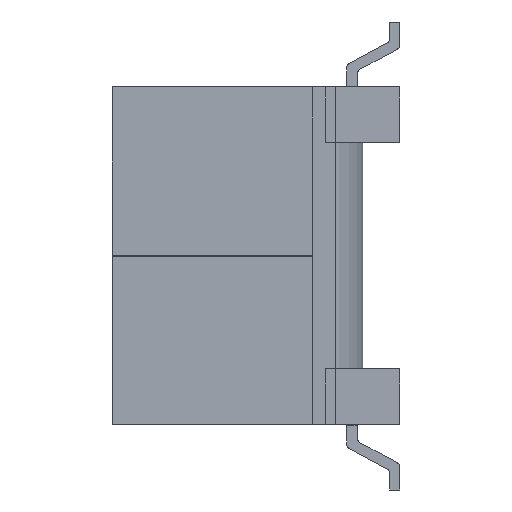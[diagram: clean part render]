
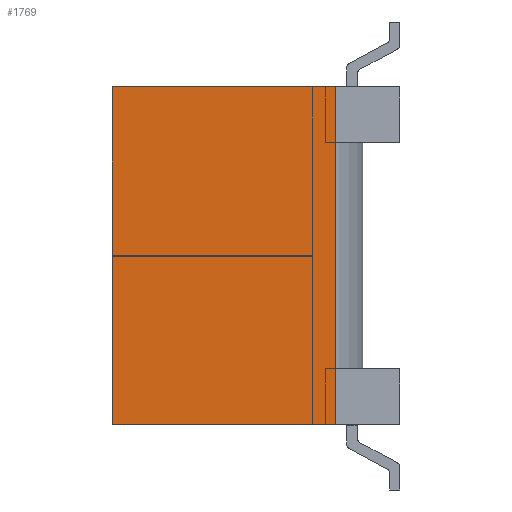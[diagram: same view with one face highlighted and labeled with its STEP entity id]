
A CAD part, left-side view. The second image highlights one B-rep face of the part: STEP entity #1769.
In plain terms, the highlighted planar face has unit normal (-1, 0, 0).
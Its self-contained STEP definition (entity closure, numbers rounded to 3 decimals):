
#285 = DIRECTION ( 'NONE',  ( 0., 1., 0. ) ) ;
#374 = ORIENTED_EDGE ( 'NONE', *, *, #10469, .T. ) ;
#443 = CARTESIAN_POINT ( 'NONE',  ( -0.001, 2.9, 0.001 ) ) ;
#962 = ORIENTED_EDGE ( 'NONE', *, *, #2891, .F. ) ;
#1141 = CARTESIAN_POINT ( 'NONE',  ( -0.001, 2.9, -13.001 ) ) ;
#1769 = ADVANCED_FACE ( 'NONE', ( #1999 ), #3069, .T. ) ;
#1999 = FACE_OUTER_BOUND ( 'NONE', #10940, .T. ) ;
#2444 = AXIS2_PLACEMENT_3D ( 'NONE', #7727, #10259, #12417 ) ;
#2566 = DIRECTION ( 'NONE',  ( 0., 0., 1. ) ) ;
#2733 = EDGE_CURVE ( 'NONE', #3365, #11575, #14870, .T. ) ;
#2766 = DIRECTION ( 'NONE',  ( 0., 1., 0. ) ) ;
#2891 = EDGE_CURVE ( 'NONE', #6567, #6640, #8362, .T. ) ;
#3069 = PLANE ( 'NONE',  #2444 ) ;
#3365 = VERTEX_POINT ( 'NONE', #1141 ) ;
#4245 = CARTESIAN_POINT ( 'NONE',  ( -0.001, 11.5, -13.001 ) ) ;
#4387 = CARTESIAN_POINT ( 'NONE',  ( -0.001, 2.9, -13.001 ) ) ;
#4554 = VECTOR ( 'NONE', #2766, 1000. ) ;
#5687 = DIRECTION ( 'NONE',  ( 0., 0., 1. ) ) ;
#6039 = CARTESIAN_POINT ( 'NONE',  ( -0.001, 2.9, -13.001 ) ) ;
#6189 = LINE ( 'NONE', #6039, #4554 ) ;
#6369 = CARTESIAN_POINT ( 'NONE',  ( -0.001, 11.5, 0.001 ) ) ;
#6567 = VERTEX_POINT ( 'NONE', #4245 ) ;
#6640 = VERTEX_POINT ( 'NONE', #6369 ) ;
#7626 = ORIENTED_EDGE ( 'NONE', *, *, #2733, .T. ) ;
#7727 = CARTESIAN_POINT ( 'NONE',  ( -0.001, 2.9, -13.001 ) ) ;
#8362 = LINE ( 'NONE', #13040, #8558 ) ;
#8558 = VECTOR ( 'NONE', #2566, 1000. ) ;
#8728 = VECTOR ( 'NONE', #285, 1000. ) ;
#10259 = DIRECTION ( 'NONE',  ( -1., 0., 0. ) ) ;
#10469 = EDGE_CURVE ( 'NONE', #11575, #6640, #10995, .T. ) ;
#10940 = EDGE_LOOP ( 'NONE', ( #962, #11476, #7626, #374 ) ) ;
#10995 = LINE ( 'NONE', #443, #8728 ) ;
#11007 = CARTESIAN_POINT ( 'NONE',  ( -0.001, 2.9, 0.001 ) ) ;
#11476 = ORIENTED_EDGE ( 'NONE', *, *, #14781, .F. ) ;
#11527 = VECTOR ( 'NONE', #5687, 1000. ) ;
#11575 = VERTEX_POINT ( 'NONE', #11007 ) ;
#12417 = DIRECTION ( 'NONE',  ( 0., 0., 1. ) ) ;
#13040 = CARTESIAN_POINT ( 'NONE',  ( -0.001, 11.5, -13.001 ) ) ;
#14781 = EDGE_CURVE ( 'NONE', #3365, #6567, #6189, .T. ) ;
#14870 = LINE ( 'NONE', #4387, #11527 ) ;
